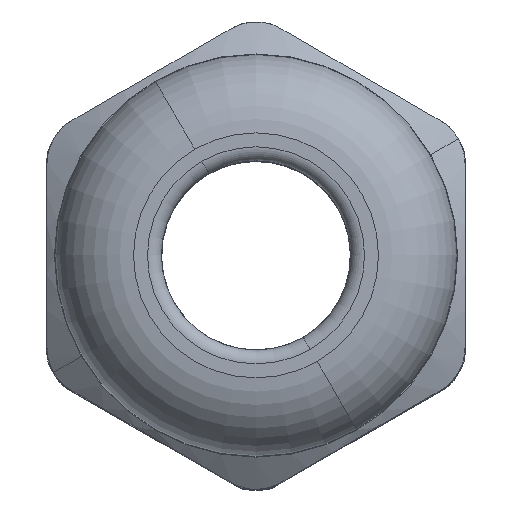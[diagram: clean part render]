
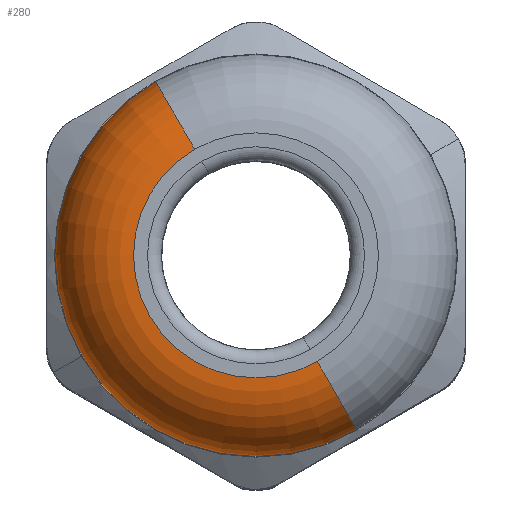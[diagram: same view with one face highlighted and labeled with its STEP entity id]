
A CAD part, top view. The second image highlights one B-rep face of the part: STEP entity #280.
In plain terms, the highlighted toroidal (fillet/blend) face has major radius 4.278 mm and minor radius 2.932 mm.
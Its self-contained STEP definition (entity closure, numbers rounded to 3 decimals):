
#202=AXIS2_PLACEMENT_3D('Circle Axis2P3D',#200,#201,$) ;
#225=AXIS2_PLACEMENT_3D('Circle Axis2P3D',#223,#224,$) ;
#254=AXIS2_PLACEMENT_3D('Torus Axis2P3D',#251,#252,#253) ;
#258=AXIS2_PLACEMENT_3D('Circle Axis2P3D',#256,#257,$) ;
#265=AXIS2_PLACEMENT_3D('Circle Axis2P3D',#263,#264,$) ;
#270=AXIS2_PLACEMENT_3D('Circle Axis2P3D',#268,#269,$) ;
#200=CARTESIAN_POINT('Axis2P3D Location',(5.361,12.086,27.07)) ;
#204=CARTESIAN_POINT('Vertex',(5.303,12.187,30.)) ;
#206=CARTESIAN_POINT('Vertex',(3.895,14.625,27.07)) ;
#220=CARTESIAN_POINT('Vertex',(9.698,4.575,30.)) ;
#223=CARTESIAN_POINT('Axis2P3D Location',(9.639,4.677,27.07)) ;
#227=CARTESIAN_POINT('Vertex',(11.105,2.137,27.07)) ;
#251=CARTESIAN_POINT('Axis2P3D Location',(7.5,8.381,27.07)) ;
#256=CARTESIAN_POINT('Axis2P3D Location',(7.5,8.381,27.07)) ;
#260=CARTESIAN_POINT('Vertex',(1.256,4.776,27.07)) ;
#263=CARTESIAN_POINT('Axis2P3D Location',(7.5,8.381,27.07)) ;
#268=CARTESIAN_POINT('Axis2P3D Location',(7.5,8.381,30.)) ;
#201=DIRECTION('Axis2P3D Direction',(-0.866,-0.5,0.)) ;
#224=DIRECTION('Axis2P3D Direction',(0.866,0.5,0.)) ;
#252=DIRECTION('Axis2P3D Direction',(0.,0.,-1.)) ;
#253=DIRECTION('Axis2P3D XDirection',(0.5,-0.866,0.)) ;
#257=DIRECTION('Axis2P3D Direction',(0.,0.,-1.)) ;
#264=DIRECTION('Axis2P3D Direction',(0.,0.,-1.)) ;
#269=DIRECTION('Axis2P3D Direction',(0.,0.,-1.)) ;
#274=ORIENTED_EDGE('',*,*,#208,.T.) ;
#275=ORIENTED_EDGE('',*,*,#262,.F.) ;
#276=ORIENTED_EDGE('',*,*,#267,.F.) ;
#277=ORIENTED_EDGE('',*,*,#229,.T.) ;
#278=ORIENTED_EDGE('',*,*,#272,.T.) ;
#280=ADVANCED_FACE('VG_7_OT\\Hauptk\X2\00F6\X0\rper',(#279),#255,.T.) ;
#203=CIRCLE('generated circle',#202,2.932) ;
#226=CIRCLE('generated circle',#225,2.932) ;
#259=CIRCLE('generated circle',#258,7.21) ;
#266=CIRCLE('generated circle',#265,7.21) ;
#271=CIRCLE('generated circle',#270,4.395) ;
#255=TOROIDAL_SURFACE('homeo Torus',#254,4.278,2.932) ;
#208=EDGE_CURVE('',#205,#207,#203,.T.) ;
#229=EDGE_CURVE('',#228,#221,#226,.F.) ;
#262=EDGE_CURVE('',#261,#207,#259,.T.) ;
#267=EDGE_CURVE('',#228,#261,#266,.T.) ;
#272=EDGE_CURVE('',#221,#205,#271,.T.) ;
#273=EDGE_LOOP('',(#274,#275,#276,#277,#278)) ;
#279=FACE_OUTER_BOUND('',#273,.T.) ;
#205=VERTEX_POINT('',#204) ;
#207=VERTEX_POINT('',#206) ;
#221=VERTEX_POINT('',#220) ;
#228=VERTEX_POINT('',#227) ;
#261=VERTEX_POINT('',#260) ;
